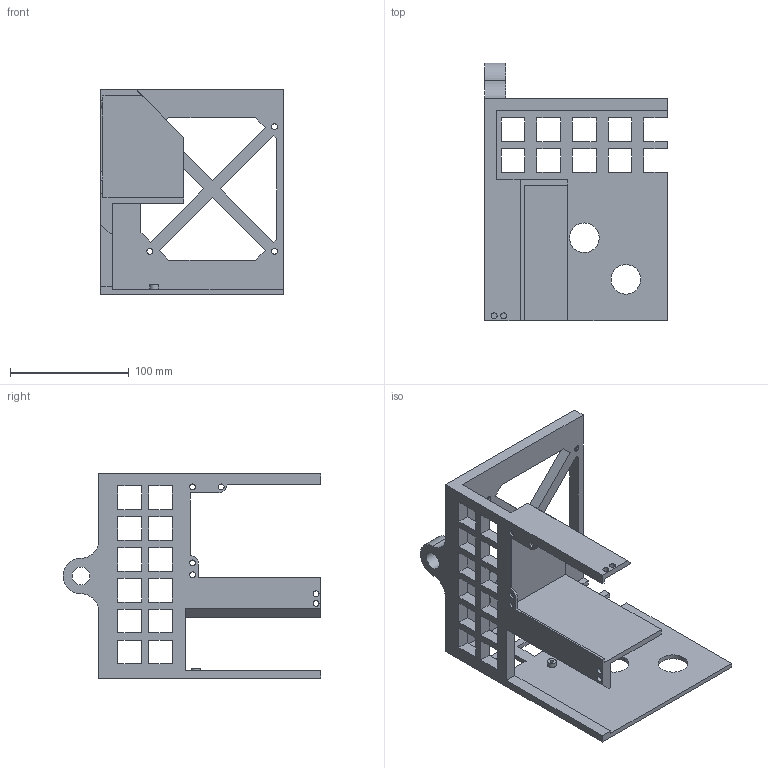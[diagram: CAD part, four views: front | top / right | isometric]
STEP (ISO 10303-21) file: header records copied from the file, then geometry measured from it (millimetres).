
FILE_DESCRIPTION(/* description */ (''),/* implementation_level */ '2;1');
FILE_NAME(/* name */ 'case-top-left-atx.stp',/* time_stamp */ '2021-12-11T18:57:44-05:00',/* author */ ('Apex'),/* organization */ (''),/* preprocessor_version */ 'ST-DEVELOPER v18.1',/* originating_system */ 'Autodesk Inventor 2021',/* authorisation */ '');
FILE_SCHEMA (('AUTOMOTIVE_DESIGN { 1 0 10303 214 3 1 1 }'));
Length unit declared in the file: millimetre
Products named in the file (1): PC-Case-2
Bounding box: 154 x 217 x 172 mm (x, y, z)
Volume: 432819.2 mm3; surface area: 167675.7 mm2
Topology: 1 solids, 1 shells, 170 faces, 589 edges, 518 vertices
Faces by surface type: plane 144, cylinder 26
Full cylindrical faces by diameter (mm): 3 x1, 5 x12, 7.5 x1, 10 x4, 15 x1, 25 x2
Entity records: 6139 total; most frequent: CARTESIAN_POINT 1178, ORIENTED_EDGE 978, DIRECTION 899, EDGE_CURVE 489, LINE 437, VECTOR 437, VERTEX_POINT 326, EDGE_LOOP 255
